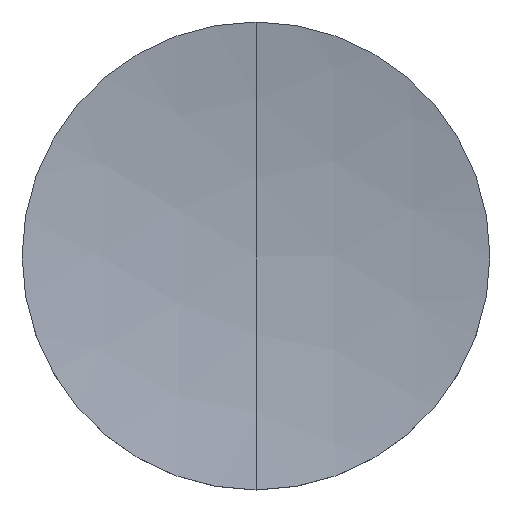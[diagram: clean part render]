
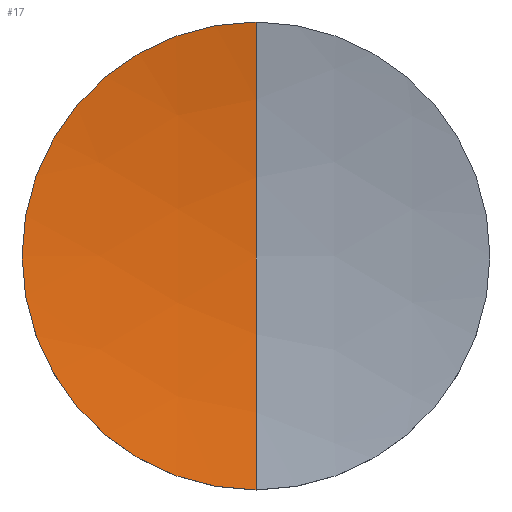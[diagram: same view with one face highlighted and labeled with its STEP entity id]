
A CAD part, top view. The second image highlights one B-rep face of the part: STEP entity #17.
In plain terms, the highlighted spherical face has radius 70.133 mm.
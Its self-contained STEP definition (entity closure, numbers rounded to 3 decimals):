
#5 = EDGE_LOOP ( 'NONE', ( #13, #20, #16 ) ) ;
#6 = EDGE_CURVE ( 'NONE', #14, #21, #55, .T. ) ;
#10 = EDGE_CURVE ( 'NONE', #18, #14, #105, .T. ) ;
#13 = ORIENTED_EDGE ( 'NONE', *, *, #10, .F. ) ;
#14 = VERTEX_POINT ( 'NONE', #97 ) ;
#16 = ORIENTED_EDGE ( 'NONE', *, *, #6, .F. ) ;
#17 = ADVANCED_FACE ( 'NONE', ( #63 ), #99, .F. ) ;
#18 = VERTEX_POINT ( 'NONE', #90 ) ;
#19 = EDGE_CURVE ( 'NONE', #18, #21, #95, .T. ) ;
#20 = ORIENTED_EDGE ( 'NONE', *, *, #19, .T. ) ;
#21 = VERTEX_POINT ( 'NONE', #96 ) ;
#52 = DIRECTION ( 'NONE',  ( 0., 0., 1. ) ) ;
#53 = DIRECTION ( 'NONE',  ( -1., 0., 0. ) ) ;
#54 = AXIS2_PLACEMENT_3D ( 'NONE', #62, #53, #52 ) ;
#55 = CIRCLE ( 'NONE', #54, 70.133 ) ;
#62 = CARTESIAN_POINT ( 'NONE',  ( 0., 0., 71.133 ) ) ;
#63 = FACE_OUTER_BOUND ( 'NONE', #5, .T. ) ;
#64 = DIRECTION ( 'NONE',  ( 0., 1., 0. ) ) ;
#81 = DIRECTION ( 'NONE',  ( 0., 1., 0. ) ) ;
#82 = DIRECTION ( 'NONE',  ( 1., 0., 0. ) ) ;
#83 = CARTESIAN_POINT ( 'NONE',  ( 0., 0., 71.133 ) ) ;
#90 = CARTESIAN_POINT ( 'NONE',  ( 0., -12.7, 2.159 ) ) ;
#91 = DIRECTION ( 'NONE',  ( 0., 1., 0. ) ) ;
#92 = DIRECTION ( 'NONE',  ( 1., 0., 0. ) ) ;
#93 = AXIS2_PLACEMENT_3D ( 'NONE', #98, #92, #91 ) ;
#94 = AXIS2_PLACEMENT_3D ( 'NONE', #83, #82, #81 ) ;
#95 = CIRCLE ( 'NONE', #94, 70.133 ) ;
#96 = CARTESIAN_POINT ( 'NONE',  ( 0., 0., 1. ) ) ;
#97 = CARTESIAN_POINT ( 'NONE',  ( 0., 12.7, 2.159 ) ) ;
#98 = CARTESIAN_POINT ( 'NONE',  ( 0., 0., 71.133 ) ) ;
#99 = SPHERICAL_SURFACE ( 'NONE', #93, 70.133 ) ;
#105 = CIRCLE ( 'NONE', #106, 12.7 ) ;
#106 = AXIS2_PLACEMENT_3D ( 'NONE', #112, #111, #64 ) ;
#111 = DIRECTION ( 'NONE',  ( 0., 0., -1. ) ) ;
#112 = CARTESIAN_POINT ( 'NONE',  ( 0., 0., 2.159 ) ) ;
